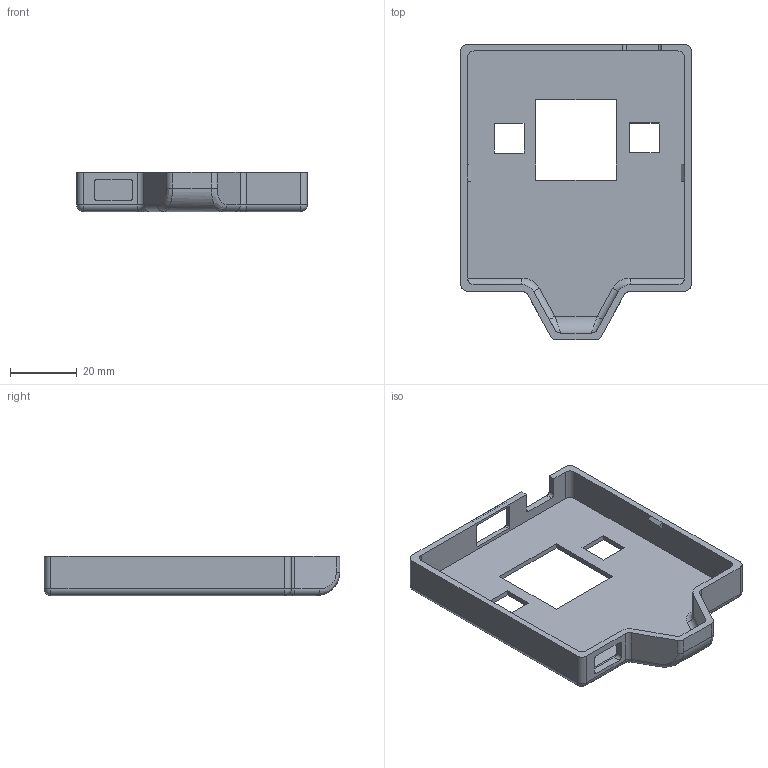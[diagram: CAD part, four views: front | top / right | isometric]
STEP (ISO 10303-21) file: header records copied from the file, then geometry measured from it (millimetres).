
FILE_DESCRIPTION(/* description */ (''),/* implementation_level */ '2;1');
FILE_NAME(/* name */ 'Jacdac-HeadMouse-Top.step',/* time_stamp */ '2021-10-26T23:10:41-07:00',/* author */ (''),/* organization */ (''),/* preprocessor_version */ 'ST-DEVELOPER v18.1',/* originating_system */ 'Autodesk Translation Framework v10.10.0.1391',/* authorisation */ '');
FILE_SCHEMA (('AUTOMOTIVE_DESIGN { 1 0 10303 214 3 1 1 }'));
Length unit declared in the file: millimetre
Products named in the file (2): Jacdac-HeadMouse-Top; Enclosure
Assembly tree (1 placements, depth 2):
  Jacdac-HeadMouse-Top
    Enclosure
Bounding box: 69 x 88.5 x 11.75 mm (x, y, z)
Volume: 14077.3 mm3; surface area: 15563.1 mm2
Topology: 1 solids, 1 shells, 519 faces, 1421 edges, 936 vertices
Faces by surface type: bspline 271, plane 197, cylinder 43, torus 4, sphere 4
Entity records: 19003 total; most frequent: CARTESIAN_POINT 7552, ORIENTED_EDGE 2842, DIRECTION 1479, EDGE_CURVE 1421, VERTEX_POINT 936, LINE 793, VECTOR 793, EDGE_LOOP 561
